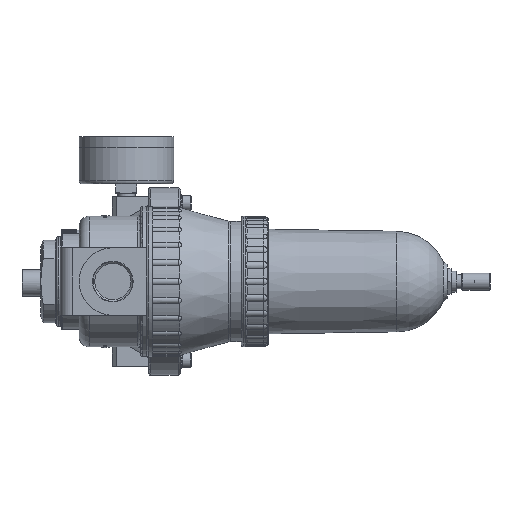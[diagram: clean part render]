
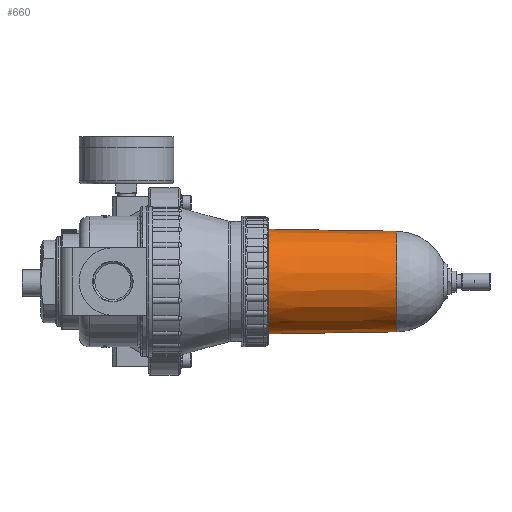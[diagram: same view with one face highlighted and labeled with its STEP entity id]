
A CAD part, left-side view. The second image highlights one B-rep face of the part: STEP entity #660.
In plain terms, the highlighted conical face has half-angle 0.893 degrees and reference radius 34.856 mm.
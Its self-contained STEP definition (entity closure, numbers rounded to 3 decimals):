
#660 = ADVANCED_FACE( '', ( #2089, #2090 ), #2091, .T. );
#2089 = FACE_BOUND( '', #4519, .T. );
#2090 = FACE_OUTER_BOUND( '', #4520, .T. );
#2091 = CONICAL_SURFACE( '', #4521, 34.856, 0.016 );
#4519 = EDGE_LOOP( '', ( #8609 ) );
#4520 = EDGE_LOOP( '', ( #8610 ) );
#4521 = AXIS2_PLACEMENT_3D( '', #8611, #8612, #8613 );
#8609 = ORIENTED_EDGE( '', *, *, #15280, .F. );
#8610 = ORIENTED_EDGE( '', *, *, #15272, .T. );
#8611 = CARTESIAN_POINT( '', ( 0., 0.5, 0. ) );
#8612 = DIRECTION( '', ( 0., 1., 0. ) );
#8613 = DIRECTION( '', ( 0., 0., 1. ) );
#15272 = EDGE_CURVE( '', #18198, #18198, #18199, .T. );
#15280 = EDGE_CURVE( '', #18213, #18213, #18214, .T. );
#18198 = VERTEX_POINT( '', #24567 );
#18199 = CIRCLE( '', #24568, 34.856 );
#18213 = VERTEX_POINT( '', #24587 );
#18214 = CIRCLE( '', #24588, 33.5 );
#24567 = CARTESIAN_POINT( '', ( 0., 0.5, -34.856 ) );
#24568 = AXIS2_PLACEMENT_3D( '', #32615, #32616, #32617 );
#24587 = CARTESIAN_POINT( '', ( 0., -86.5, -33.5 ) );
#24588 = AXIS2_PLACEMENT_3D( '', #32632, #32633, #32634 );
#32615 = CARTESIAN_POINT( '', ( 0., 0.5, 0. ) );
#32616 = DIRECTION( '', ( 0., -1., 0. ) );
#32617 = DIRECTION( '', ( 0., 0., -1. ) );
#32632 = CARTESIAN_POINT( '', ( 0., -86.5, 0. ) );
#32633 = DIRECTION( '', ( 0., -1., 0. ) );
#32634 = DIRECTION( '', ( 0., 0., -1. ) );
